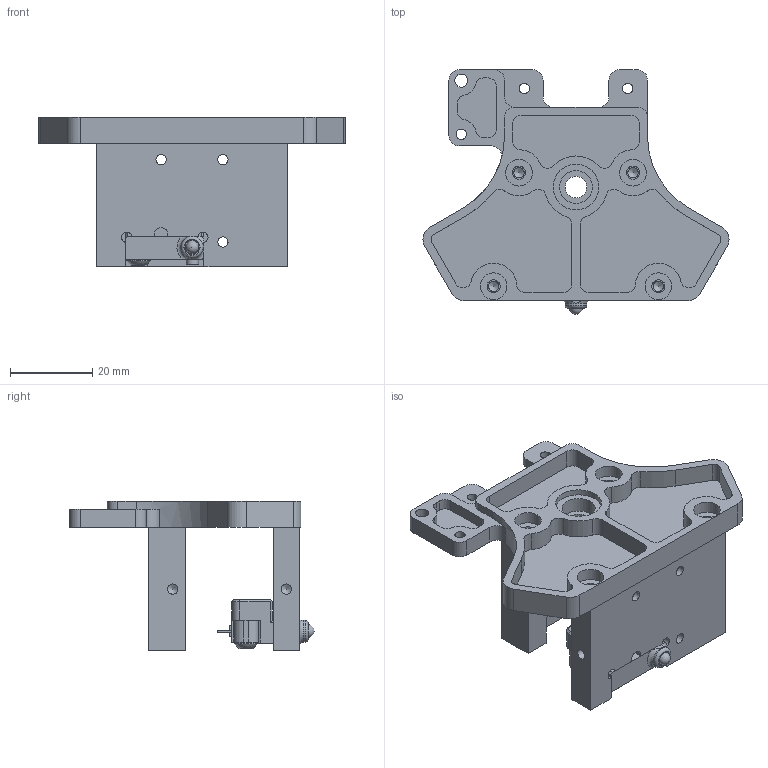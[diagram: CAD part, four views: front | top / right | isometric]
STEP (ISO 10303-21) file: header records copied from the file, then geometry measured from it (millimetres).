
FILE_DESCRIPTION(/* description */ (''),/* implementation_level */ '2;1');
FILE_NAME(/* name */ 'Z switch mod fo alum carriage v8.step',/* time_stamp */ '2023-04-29T09:18:41+02:00',/* author */ (''),/* organization */ (''),/* preprocessor_version */ 'ST-DEVELOPER v19.2',/* originating_system */ 'Autodesk Translation Framework v12.4.0.73',/* authorisation */ '');
FILE_SCHEMA (('AUTOMOTIVE_DESIGN { 1 0 10303 214 3 1 1 }'));
Length unit declared in the file: millimetre
Products named in the file (7): alum carriage; alum_carriage_6mm Belts; D2HW_C201H; m3_heat_set_insert_94180A331_94180A331; brass pin; Switch protector; socket button head cap screw_am_B18.3.4M - 3 x 0.5 x 8 SBHCS --N
Assembly tree (7 placements, depth 2):
  alum carriage
    alum_carriage_6mm Belts
    D2HW_C201H
    m3_heat_set_insert_94180A331_94180A331
    brass pin
    Switch protector
    socket button head cap screw_am_B18.3.4M - 3 x 0.5 x 8 SBHCS --N  x2
Bounding box: 74.31 x 59.32 x 36.4 mm (x, y, z)
Volume: 22127.3 mm3; surface area: 20357.3 mm2
Topology: 10 solids, 10 shells, 625 faces, 1674 edges, 1103 vertices
Faces by surface type: cylinder 230, plane 216, bspline 147, cone 23, sphere 5, torus 4
Full cylindrical faces by diameter (mm): 1.4 x2, 1.7 x1, 2.35 x5, 2.5 x19, 2.65 x1, 3 x5, 3.1 x1, 3.175 x1, 3.2 x9, 3.4 x1, 3.5 x1, 3.6 x2, 4.5 x1, 5.05 x2, 5.1 x1, 5.16 x1, 5.2 x1, 5.56 x1, 5.7 x2, 6.5 x4, 6.7 x4, 8 x1, 11.1 x1
Entity records: 22641 total; most frequent: CARTESIAN_POINT 7434, ORIENTED_EDGE 3234, DIRECTION 3031, EDGE_CURVE 1617, AXIS2_PLACEMENT_3D 1107, VERTEX_POINT 1077, LINE 817, VECTOR 817
